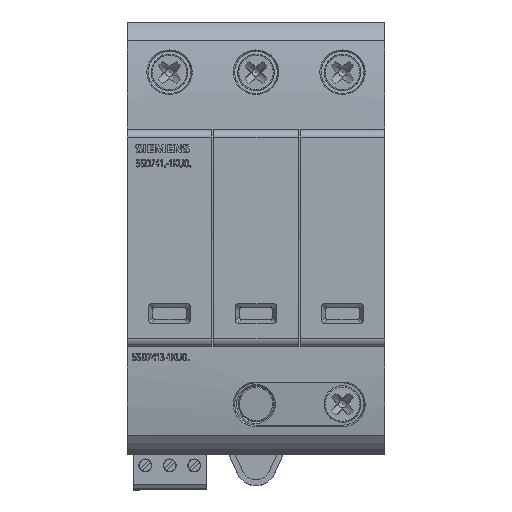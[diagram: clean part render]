
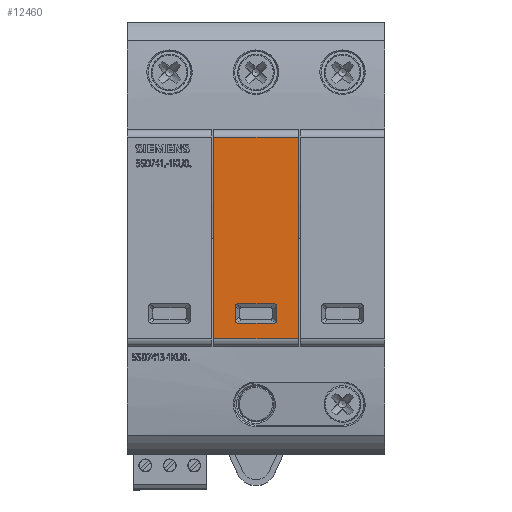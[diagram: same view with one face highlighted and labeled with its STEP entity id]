
A CAD part, top view. The second image highlights one B-rep face of the part: STEP entity #12460.
In plain terms, the highlighted planar face has unit normal (0, 0, 1).
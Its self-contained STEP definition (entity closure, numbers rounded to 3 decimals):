
#9817=ELLIPSE('',#34784,0.544,0.5);
#9818=ELLIPSE('',#34787,0.544,0.5);
#9819=ELLIPSE('',#34790,0.544,0.5);
#9820=ELLIPSE('',#34793,0.544,0.5);
#10235=FACE_BOUND('',#16188,.T.);
#10236=FACE_BOUND('',#16189,.T.);
#12460=ADVANCED_FACE('',(#10235,#10236),#13581,.T.);
#13581=PLANE('',#34809);
#16188=EDGE_LOOP('',(#21184,#21185,#21186,#21187,#21188,#21189,#21190,#21191));
#16189=EDGE_LOOP('',(#21192,#21193,#21194,#21195));
#21184=ORIENTED_EDGE('',*,*,#28846,.T.);
#21185=ORIENTED_EDGE('',*,*,#28844,.T.);
#21186=ORIENTED_EDGE('',*,*,#28842,.F.);
#21187=ORIENTED_EDGE('',*,*,#28840,.T.);
#21188=ORIENTED_EDGE('',*,*,#28838,.F.);
#21189=ORIENTED_EDGE('',*,*,#28836,.F.);
#21190=ORIENTED_EDGE('',*,*,#28834,.T.);
#21191=ORIENTED_EDGE('',*,*,#28832,.F.);
#21192=ORIENTED_EDGE('',*,*,#28864,.T.);
#21193=ORIENTED_EDGE('',*,*,#28870,.F.);
#21194=ORIENTED_EDGE('',*,*,#28871,.F.);
#21195=ORIENTED_EDGE('',*,*,#28872,.T.);
#25813=VERTEX_POINT('',#49900);
#25814=VERTEX_POINT('',#49902);
#25815=VERTEX_POINT('',#49906);
#25816=VERTEX_POINT('',#49910);
#25817=VERTEX_POINT('',#49914);
#25818=VERTEX_POINT('',#49918);
#25819=VERTEX_POINT('',#49922);
#25820=VERTEX_POINT('',#49926);
#25832=VERTEX_POINT('',#49965);
#25833=VERTEX_POINT('',#49967);
#25836=VERTEX_POINT('',#49979);
#25837=VERTEX_POINT('',#49981);
#28832=EDGE_CURVE('',#25813,#25814,#9817,.T.);
#28834=EDGE_CURVE('',#25815,#25814,#31239,.T.);
#28836=EDGE_CURVE('',#25815,#25816,#9818,.T.);
#28838=EDGE_CURVE('',#25816,#25817,#31242,.T.);
#28840=EDGE_CURVE('',#25818,#25817,#9819,.T.);
#28842=EDGE_CURVE('',#25818,#25819,#31245,.T.);
#28844=EDGE_CURVE('',#25820,#25819,#9820,.T.);
#28846=EDGE_CURVE('',#25813,#25820,#31248,.T.);
#28864=EDGE_CURVE('',#25833,#25832,#31263,.T.);
#28870=EDGE_CURVE('',#25836,#25832,#31268,.T.);
#28871=EDGE_CURVE('',#25837,#25836,#31269,.T.);
#28872=EDGE_CURVE('',#25837,#25833,#31270,.T.);
#31239=LINE('',#49905,#33059);
#31242=LINE('',#49913,#33062);
#31245=LINE('',#49921,#33065);
#31248=LINE('',#49929,#33068);
#31263=LINE('',#49966,#33083);
#31268=LINE('',#49978,#33088);
#31269=LINE('',#49980,#33089);
#31270=LINE('',#49982,#33090);
#33059=VECTOR('',#38615,1.);
#33062=VECTOR('',#38624,1.);
#33065=VECTOR('',#38633,1.);
#33068=VECTOR('',#38642,1.);
#33083=VECTOR('',#38677,1.);
#33088=VECTOR('',#38690,1.);
#33089=VECTOR('',#38691,1.);
#33090=VECTOR('',#38692,1.);
#34784=AXIS2_PLACEMENT_3D('',#49901,#38610,#38611);
#34787=AXIS2_PLACEMENT_3D('',#49909,#38619,#38620);
#34790=AXIS2_PLACEMENT_3D('',#49917,#38628,#38629);
#34793=AXIS2_PLACEMENT_3D('',#49925,#38637,#38638);
#34809=AXIS2_PLACEMENT_3D('',#49983,#38693,#38694);
#38610=DIRECTION('',(0.,0.,1.));
#38611=DIRECTION('',(0.707,-0.707,0.));
#38615=DIRECTION('',(0.,1.,0.));
#38619=DIRECTION('',(0.,0.,1.));
#38620=DIRECTION('',(0.707,0.707,0.));
#38624=DIRECTION('',(1.,0.,0.));
#38628=DIRECTION('',(0.,0.,-1.));
#38629=DIRECTION('',(-0.707,0.707,0.));
#38633=DIRECTION('',(0.,1.,0.));
#38637=DIRECTION('',(0.,0.,-1.));
#38638=DIRECTION('',(-0.707,-0.707,0.));
#38642=DIRECTION('',(1.,0.,0.));
#38677=DIRECTION('',(1.,0.,0.));
#38690=DIRECTION('',(0.,-1.,0.));
#38691=DIRECTION('',(1.,0.,0.));
#38692=DIRECTION('',(0.,-1.,0.));
#38693=DIRECTION('',(0.,0.,1.));
#38694=DIRECTION('',(-1.,0.,0.));
#49900=CARTESIAN_POINT('',(22.929,38.6,72.45));
#49901=CARTESIAN_POINT('',(22.972,38.078,72.45));
#49902=CARTESIAN_POINT('',(22.45,38.121,72.45));
#49905=CARTESIAN_POINT('',(22.45,35.079,72.45));
#49906=CARTESIAN_POINT('',(22.45,35.079,72.45));
#49909=CARTESIAN_POINT('',(22.972,35.122,72.45));
#49910=CARTESIAN_POINT('',(22.929,34.6,72.45));
#49913=CARTESIAN_POINT('',(22.929,34.6,72.45));
#49914=CARTESIAN_POINT('',(30.571,34.6,72.45));
#49917=CARTESIAN_POINT('',(30.528,35.122,72.45));
#49918=CARTESIAN_POINT('',(31.05,35.079,72.45));
#49921=CARTESIAN_POINT('',(31.05,35.079,72.45));
#49922=CARTESIAN_POINT('',(31.05,38.121,72.45));
#49925=CARTESIAN_POINT('',(30.528,38.078,72.45));
#49926=CARTESIAN_POINT('',(30.571,38.6,72.45));
#49929=CARTESIAN_POINT('',(22.929,38.6,72.45));
#49965=CARTESIAN_POINT('',(35.5,31.3,72.45));
#49966=CARTESIAN_POINT('',(18.5,31.3,72.45));
#49967=CARTESIAN_POINT('',(18.,31.3,72.45));
#49978=CARTESIAN_POINT('',(35.5,74.3,72.45));
#49979=CARTESIAN_POINT('',(35.5,73.3,72.45));
#49980=CARTESIAN_POINT('',(18.5,73.3,72.45));
#49981=CARTESIAN_POINT('',(18.,73.3,72.45));
#49982=CARTESIAN_POINT('',(18.,73.3,72.45));
#49983=CARTESIAN_POINT('',(18.5,73.3,72.45));
